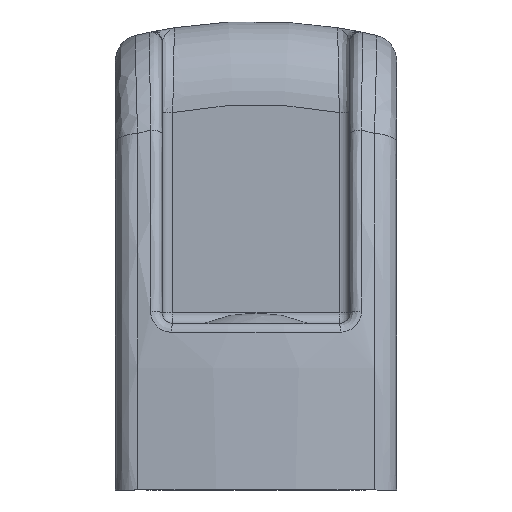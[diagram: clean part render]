
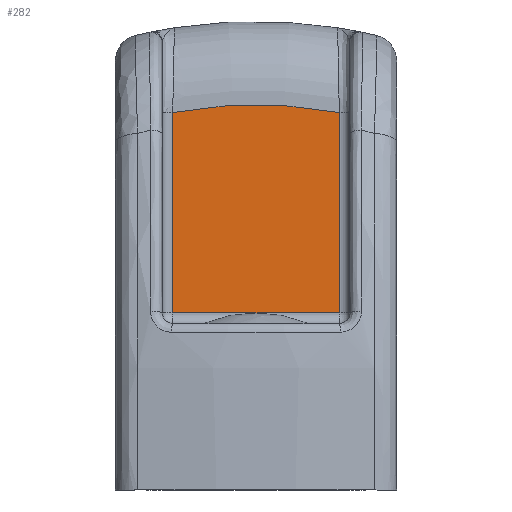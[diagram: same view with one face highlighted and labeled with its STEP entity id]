
A CAD part, left-side view. The second image highlights one B-rep face of the part: STEP entity #282.
In plain terms, the highlighted planar face has unit normal (-1, 0, 0).
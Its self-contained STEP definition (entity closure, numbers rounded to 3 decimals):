
#282 = ADVANCED_FACE( '', ( #656 ), #657, .T. );
#656 = FACE_OUTER_BOUND( '', #3141, .T. );
#657 = PLANE( '', #3142 );
#3141 = EDGE_LOOP( '', ( #6301, #6302, #6303, #6304 ) );
#3142 = AXIS2_PLACEMENT_3D( '', #6305, #6306, #6307 );
#6301 = ORIENTED_EDGE( '', *, *, #7076, .T. );
#6302 = ORIENTED_EDGE( '', *, *, #7261, .T. );
#6303 = ORIENTED_EDGE( '', *, *, #7262, .T. );
#6304 = ORIENTED_EDGE( '', *, *, #7243, .T. );
#6305 = CARTESIAN_POINT( '', ( -57., -9., 80.138 ) );
#6306 = DIRECTION( '', ( -1., 0., 0. ) );
#6307 = DIRECTION( '', ( 0., 0., 1. ) );
#7076 = EDGE_CURVE( '', #7604, #7609, #7611, .F. );
#7243 = EDGE_CURVE( '', #7867, #7604, #7873, .T. );
#7261 = EDGE_CURVE( '', #7609, #7893, #7894, .F. );
#7262 = EDGE_CURVE( '', #7893, #7867, #7895, .T. );
#7604 = VERTEX_POINT( '', #8691 );
#7609 = VERTEX_POINT( '', #8697 );
#7611 = LINE( '', #8699, #8700 );
#7867 = VERTEX_POINT( '', #10097 );
#7873 = LINE( '', #10104, #10105 );
#7893 = VERTEX_POINT( '', #10237 );
#7894 = LINE( '', #10238, #10239 );
#7895 = CIRCLE( '', #10240, 42. );
#8691 = CARTESIAN_POINT( '', ( -57., 8., 17. ) );
#8697 = CARTESIAN_POINT( '', ( -57., -8., 17. ) );
#8699 = CARTESIAN_POINT( '', ( -57., -9., 17. ) );
#8700 = VECTOR( '', #11605, 1000. );
#10097 = CARTESIAN_POINT( '', ( -57., 8., 36.231 ) );
#10104 = CARTESIAN_POINT( '', ( -57., 8., 16. ) );
#10105 = VECTOR( '', #11803, 1000. );
#10237 = CARTESIAN_POINT( '', ( -57., -8., 36.231 ) );
#10238 = CARTESIAN_POINT( '', ( -57., -8., 36.024 ) );
#10239 = VECTOR( '', #11815, 1000. );
#10240 = AXIS2_PLACEMENT_3D( '', #11816, #11817, #11818 );
#11605 = DIRECTION( '', ( 0., 1., 0. ) );
#11803 = DIRECTION( '', ( 0., 0., -1. ) );
#11815 = DIRECTION( '', ( 0., 0., -1. ) );
#11816 = CARTESIAN_POINT( '', ( -57., 0., -5. ) );
#11817 = DIRECTION( '', ( -1., 0., 0. ) );
#11818 = DIRECTION( '', ( 0., 0., 1. ) );
